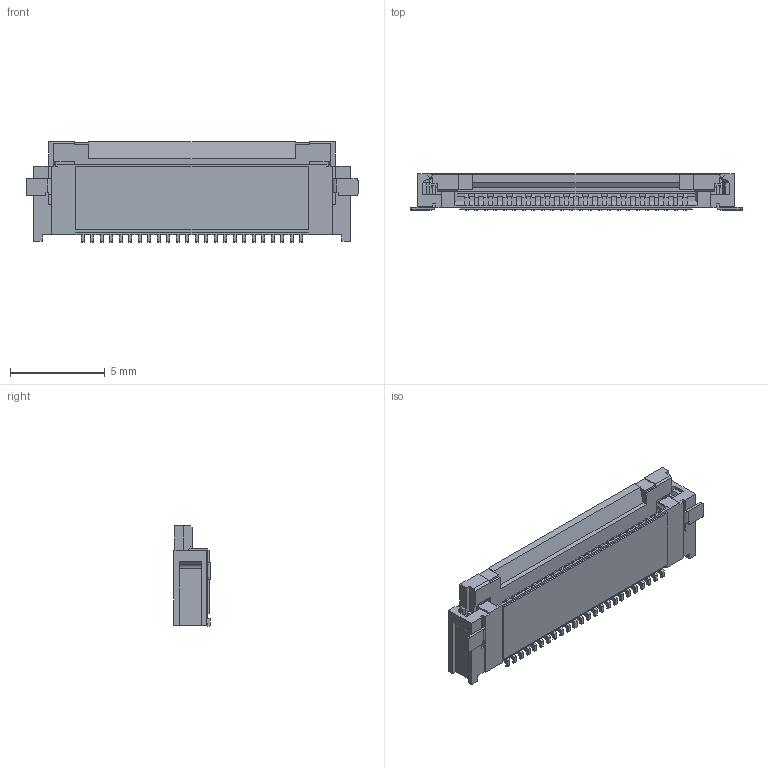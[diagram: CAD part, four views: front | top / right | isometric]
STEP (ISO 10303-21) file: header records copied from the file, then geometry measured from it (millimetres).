
FILE_DESCRIPTION((''),'2;1');
FILE_NAME('5051102491','2016-07-12T',('gsharma'),(''),'PRO/ENGINEER BY PARAMETRIC TECHNOLOGY CORPORATION, 2012310','PRO/ENGINEER BY PARAMETRIC TECHNOLOGY CORPORATION, 2012310','');
FILE_SCHEMA(('CONFIG_CONTROL_DESIGN'));
Length unit declared in the file: millimetre
Products named in the file (1): 5051102491
Bounding box: 17.5 x 1.9 x 5.3 mm (x, y, z)
Volume: 99.9 mm3; surface area: 416.7 mm2
Topology: 1 solids, 1 shells, 1206 faces, 3835 edges, 2584 vertices
Faces by surface type: plane 1104, cylinder 102
Entity records: 41710 total; most frequent: CARTESIAN_POINT 7550, ORIENTED_EDGE 7462, DIRECTION 6497, EDGE_CURVE 3731, VECTOR 3575, LINE 3575, VERTEX_POINT 2480, AXIS2_PLACEMENT_3D 1461
